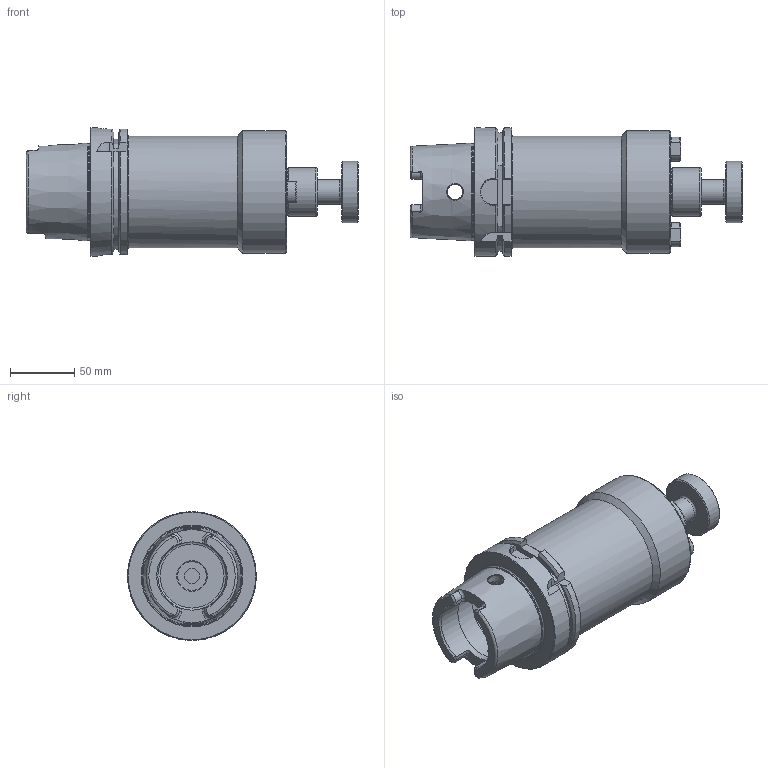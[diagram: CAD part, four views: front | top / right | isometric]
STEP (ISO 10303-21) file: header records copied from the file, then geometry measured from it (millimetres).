
FILE_DESCRIPTION((''),'2;1');
FILE_NAME('H100-15SM600.stp','2014-08-07T10:41:45',('kaykin'),(''),'Autodesk Inventor 2012','Autodesk Inventor 2012','');
FILE_SCHEMA(('AUTOMOTIVE_DESIGN { 1 0 10303 214 1 1 1 1 }'));
Length unit declared in the file: inch
Products named in the file (4): H100-15SM600; 15KY; 15LS
Assembly tree (4 placements, depth 2):
  H100-15SM600
    H100-15SM600
    15KY  x2
    15LS
Bounding box: 257.95 x 100 x 100 mm (x, y, z)
Volume: 1055343.7 mm3; surface area: 110953.9 mm2
Topology: 4 solids, 4 shells, 214 faces, 523 edges, 328 vertices
Faces by surface type: plane 77, cylinder 60, cone 49, torus 17, bspline 11
Full cylindrical faces by diameter (mm): 4.826 x2, 9.525 x1, 10 x1, 12 x3, 14.986 x2, 15.697 x2, 15.862 x2, 15.888 x2, 17.323 x1, 19.05 x1, 20.32 x1, 22.377 x1, 25.016 x1, 36.566 x1, 38.09 x1, 47.752 x1, 53 x2, 63 x1, 75.364 x1, 87 x1, 95.25 x1, 100 x1
Entity records: 6307 total; most frequent: CARTESIAN_POINT 1962, DIRECTION 831, ORIENTED_EDGE 802, EDGE_CURVE 401, AXIS2_PLACEMENT_3D 353, VERTEX_POINT 282, EDGE_LOOP 275, FACE_OUTER_BOUND 196
